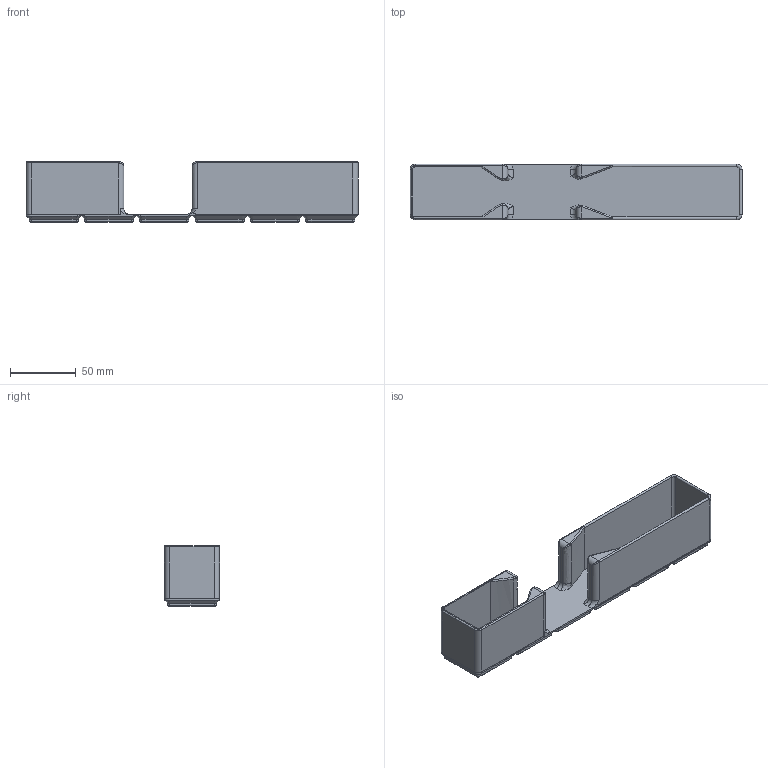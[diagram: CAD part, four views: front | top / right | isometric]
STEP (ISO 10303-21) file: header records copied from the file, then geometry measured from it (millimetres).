
FILE_DESCRIPTION(/* description */ (''),/* implementation_level */ '2;1');
FILE_NAME(/* name */ 'Gabel_Gross v6.step',/* time_stamp */ '2022-12-11T16:12:45+01:00',/* author */ (''),/* organization */ (''),/* preprocessor_version */ 'ST-DEVELOPER v19.2',/* originating_system */ 'Autodesk Translation Framework v11.17.0.187',/* authorisation */ '');
FILE_SCHEMA (('AUTOMOTIVE_DESIGN { 1 0 10303 214 3 1 1 }'));
Length unit declared in the file: millimetre
Products named in the file (1): Gabel_Gross
Bounding box: 252 x 42.04 x 46.2 mm (x, y, z)
Volume: 112132 mm3; surface area: 75553.6 mm2
Topology: 4 solids, 4 shells, 336 faces, 730 edges, 430 vertices
Faces by surface type: plane 148, cylinder 104, cone 48, bspline 28, torus 8
Full cylindrical faces by diameter (mm): 3 x24, 6.5 x24
Entity records: 10298 total; most frequent: CARTESIAN_POINT 2991, DIRECTION 1536, ORIENTED_EDGE 1444, EDGE_CURVE 722, AXIS2_PLACEMENT_3D 575, VERTEX_POINT 430, EDGE_LOOP 396, LINE 386
